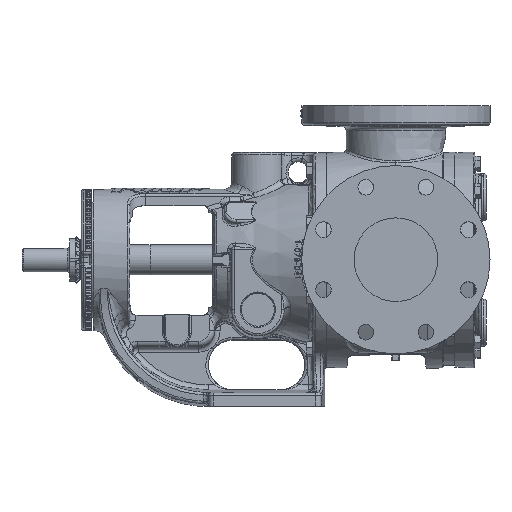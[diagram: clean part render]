
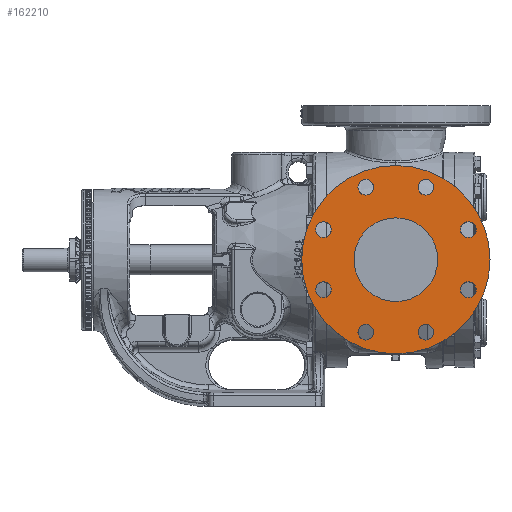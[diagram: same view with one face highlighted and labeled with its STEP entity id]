
A CAD part, top view. The second image highlights one B-rep face of the part: STEP entity #162210.
In plain terms, the highlighted planar face has unit normal (0, 0, 1).
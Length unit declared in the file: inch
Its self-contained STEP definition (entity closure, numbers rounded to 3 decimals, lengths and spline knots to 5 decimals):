
#1003 = CARTESIAN_POINT ( 'NONE',  ( 0.25545, -1.43506, 7.38 ) ) ;
#1635 = CARTESIAN_POINT ( 'NONE',  ( 3.345, 2., 7.38 ) ) ;
#3739 = EDGE_CURVE ( 'NONE', #27630, #27630, #34525, .T. ) ;
#4303 = EDGE_LOOP ( 'NONE', ( #147731 ) ) ;
#5032 = DIRECTION ( 'NONE',  ( 0., 0., -1. ) ) ;
#6992 = VERTEX_POINT ( 'NONE', #39291 ) ;
#8525 = CARTESIAN_POINT ( 'NONE',  ( 2.28494, -3.46455, 7.38 ) ) ;
#9401 = CIRCLE ( 'NONE', #16760, 0.375 ) ;
#9762 = DIRECTION ( 'NONE',  ( 1., 0., 0. ) ) ;
#10070 = EDGE_CURVE ( 'NONE', #93258, #93258, #140667, .T. ) ;
#13892 = CIRCLE ( 'NONE', #55317, 0.375 ) ;
#14731 = CARTESIAN_POINT ( 'NONE',  ( 0.25545, 1.43506, 7.38 ) ) ;
#15501 = CARTESIAN_POINT ( 'NONE',  ( 3.345, -2., 7.38 ) ) ;
#15628 = CIRCLE ( 'NONE', #22483, 2. ) ;
#16760 = AXIS2_PLACEMENT_3D ( 'NONE', #166585, #88193, #9762 ) ;
#18640 = DIRECTION ( 'NONE',  ( 0., 0., 1. ) ) ;
#22015 = FACE_OUTER_BOUND ( 'NONE', #165886, .T. ) ;
#22483 = AXIS2_PLACEMENT_3D ( 'NONE', #128774, #50418, #141935 ) ;
#22801 = CARTESIAN_POINT ( 'NONE',  ( -1.155, 0., 7.38 ) ) ;
#24651 = EDGE_LOOP ( 'NONE', ( #141007 ) ) ;
#25366 = ORIENTED_EDGE ( 'NONE', *, *, #139044, .F. ) ;
#25660 = ORIENTED_EDGE ( 'NONE', *, *, #117396, .F. ) ;
#25814 = EDGE_CURVE ( 'NONE', #46069, #46069, #150448, .T. ) ;
#26106 = FACE_BOUND ( 'NONE', #116179, .T. ) ;
#27630 = VERTEX_POINT ( 'NONE', #8525 ) ;
#27895 = EDGE_LOOP ( 'NONE', ( #66401 ) ) ;
#32452 = CIRCLE ( 'NONE', #57364, 0.375 ) ;
#34525 = CIRCLE ( 'NONE', #43447, 0.375 ) ;
#35246 = EDGE_CURVE ( 'NONE', #72736, #72736, #70292, .T. ) ;
#35694 = CIRCLE ( 'NONE', #124849, 2. ) ;
#38160 = CARTESIAN_POINT ( 'NONE',  ( 7.18455, 1.43506, 7.38 ) ) ;
#38784 = CARTESIAN_POINT ( 'NONE',  ( 3.345, 0., 7.38 ) ) ;
#39291 = CARTESIAN_POINT ( 'NONE',  ( 5.15506, -3.46455, 7.38 ) ) ;
#39380 = DIRECTION ( 'NONE',  ( 0., 0., -1. ) ) ;
#43447 = AXIS2_PLACEMENT_3D ( 'NONE', #122023, #115653, #115070 ) ;
#44131 = ORIENTED_EDGE ( 'NONE', *, *, #69677, .T. ) ;
#46069 = VERTEX_POINT ( 'NONE', #48573 ) ;
#48573 = CARTESIAN_POINT ( 'NONE',  ( 7.18455, -1.43506, 7.38 ) ) ;
#50418 = DIRECTION ( 'NONE',  ( 0., 0., -1. ) ) ;
#51643 = EDGE_LOOP ( 'NONE', ( #124783 ) ) ;
#52053 = DIRECTION ( 'NONE',  ( -1., 0., 0. ) ) ;
#55138 = CARTESIAN_POINT ( 'NONE',  ( 6.80955, -1.43506, 7.38 ) ) ;
#55317 = AXIS2_PLACEMENT_3D ( 'NONE', #97118, #18640, #110221 ) ;
#56828 = FACE_BOUND ( 'NONE', #90395, .T. ) ;
#57364 = AXIS2_PLACEMENT_3D ( 'NONE', #67880, #159413, #81051 ) ;
#58029 = EDGE_CURVE ( 'Defeatured_0_1848+Defeatured_0_1852+Defeatured_0_1853+Defeatured_0_1853', #99226, #92672, #35694, .T. ) ;
#60109 = CARTESIAN_POINT ( 'NONE',  ( 4.78006, -3.46455, 7.38 ) ) ;
#60951 = FACE_BOUND ( 'NONE', #51643, .T. ) ;
#62351 = AXIS2_PLACEMENT_3D ( 'NONE', #60109, #151726, #73319 ) ;
#62365 = VERTEX_POINT ( 'NONE', #38160 ) ;
#65133 = FACE_BOUND ( 'NONE', #79562, .T. ) ;
#66327 = CARTESIAN_POINT ( 'NONE',  ( 5.15506, 3.46455, 7.38 ) ) ;
#66401 = ORIENTED_EDGE ( 'NONE', *, *, #93280, .F. ) ;
#67880 = CARTESIAN_POINT ( 'NONE',  ( -0.11955, 1.43506, 7.38 ) ) ;
#68392 = DIRECTION ( 'NONE',  ( 1., 0., 0. ) ) ;
#69092 = DIRECTION ( 'NONE',  ( 0., 0., 1. ) ) ;
#69677 = EDGE_CURVE ( 'Defeatured_0_1848+Defeatured_0_1853+Defeatured_0_1852+Defeatured_0_1852', #92672, #99226, #15628, .T. ) ;
#70292 = CIRCLE ( 'NONE', #115592, 4.5 ) ;
#72736 = VERTEX_POINT ( 'NONE', #22801 ) ;
#73319 = DIRECTION ( 'NONE',  ( 1., 0., 0. ) ) ;
#79562 = EDGE_LOOP ( 'NONE', ( #100727 ) ) ;
#81051 = DIRECTION ( 'NONE',  ( 1., 0., 0. ) ) ;
#83493 = CARTESIAN_POINT ( 'NONE',  ( 3.345, 0., 7.38 ) ) ;
#85896 = AXIS2_PLACEMENT_3D ( 'NONE', #96057, #96003, #95843 ) ;
#87383 = CIRCLE ( 'NONE', #129491, 0.375 ) ;
#87896 = EDGE_LOOP ( 'NONE', ( #98311 ) ) ;
#88193 = DIRECTION ( 'NONE',  ( 0., 0., 1. ) ) ;
#90395 = EDGE_LOOP ( 'NONE', ( #148225, #44131 ) ) ;
#91680 = FACE_BOUND ( 'NONE', #24651, .T. ) ;
#92672 = VERTEX_POINT ( 'NONE', #1635 ) ;
#93258 = VERTEX_POINT ( 'NONE', #113256 ) ;
#93280 = EDGE_CURVE ( 'NONE', #62365, #62365, #87383, .T. ) ;
#95067 = VERTEX_POINT ( 'NONE', #66327 ) ;
#95796 = FACE_BOUND ( 'NONE', #87896, .T. ) ;
#95843 = DIRECTION ( 'NONE',  ( 1., 0., 0. ) ) ;
#96003 = DIRECTION ( 'NONE',  ( 0., 0., 1. ) ) ;
#96057 = CARTESIAN_POINT ( 'NONE',  ( 1.90994, 3.46455, 7.38 ) ) ;
#96659 = DIRECTION ( 'NONE',  ( -1., 0., 0. ) ) ;
#97118 = CARTESIAN_POINT ( 'NONE',  ( -0.11955, -1.43506, 7.38 ) ) ;
#98311 = ORIENTED_EDGE ( 'NONE', *, *, #136601, .F. ) ;
#99226 = VERTEX_POINT ( 'NONE', #15501 ) ;
#99229 = CIRCLE ( 'NONE', #62351, 0.375 ) ;
#100727 = ORIENTED_EDGE ( 'NONE', *, *, #10070, .F. ) ;
#110221 = DIRECTION ( 'NONE',  ( 1., 0., 0. ) ) ;
#113256 = CARTESIAN_POINT ( 'NONE',  ( 2.28494, 3.46455, 7.38 ) ) ;
#115070 = DIRECTION ( 'NONE',  ( 1., 0., 0. ) ) ;
#115592 = AXIS2_PLACEMENT_3D ( 'NONE', #83493, #5032, #96659 ) ;
#115653 = DIRECTION ( 'NONE',  ( 0., 0., 1. ) ) ;
#115763 = ORIENTED_EDGE ( 'NONE', *, *, #35246, .F. ) ;
#116179 = EDGE_LOOP ( 'NONE', ( #25660 ) ) ;
#117396 = EDGE_CURVE ( 'NONE', #6992, #6992, #99229, .T. ) ;
#117893 = CARTESIAN_POINT ( 'NONE',  ( -1.21515, 0., 7.38 ) ) ;
#122023 = CARTESIAN_POINT ( 'NONE',  ( 1.90994, -3.46455, 7.38 ) ) ;
#124783 = ORIENTED_EDGE ( 'NONE', *, *, #25814, .F. ) ;
#124849 = AXIS2_PLACEMENT_3D ( 'NONE', #38784, #130422, #52053 ) ;
#126446 = FACE_BOUND ( 'NONE', #136598, .T. ) ;
#128774 = CARTESIAN_POINT ( 'NONE',  ( 3.345, 0., 7.38 ) ) ;
#129491 = AXIS2_PLACEMENT_3D ( 'NONE', #147441, #69092, #160598 ) ;
#130422 = DIRECTION ( 'NONE',  ( 0., 0., -1. ) ) ;
#131021 = DIRECTION ( 'NONE',  ( -1., 0., 0. ) ) ;
#136598 = EDGE_LOOP ( 'NONE', ( #25366 ) ) ;
#136601 = EDGE_CURVE ( 'NONE', #95067, #95067, #9401, .T. ) ;
#139044 = EDGE_CURVE ( 'NONE', #160582, #160582, #13892, .T. ) ;
#140667 = CIRCLE ( 'NONE', #85896, 0.375 ) ;
#141007 = ORIENTED_EDGE ( 'NONE', *, *, #151591, .F. ) ;
#141935 = DIRECTION ( 'NONE',  ( -1., 0., 0. ) ) ;
#143616 = PLANE ( 'NONE',  #155143 ) ;
#144758 = AXIS2_PLACEMENT_3D ( 'NONE', #55138, #146750, #68392 ) ;
#146750 = DIRECTION ( 'NONE',  ( 0., 0., 1. ) ) ;
#147441 = CARTESIAN_POINT ( 'NONE',  ( 6.80955, 1.43506, 7.38 ) ) ;
#147731 = ORIENTED_EDGE ( 'NONE', *, *, #3739, .F. ) ;
#148225 = ORIENTED_EDGE ( 'NONE', *, *, #58029, .T. ) ;
#148264 = VERTEX_POINT ( 'NONE', #14731 ) ;
#150448 = CIRCLE ( 'NONE', #144758, 0.375 ) ;
#151591 = EDGE_CURVE ( 'NONE', #148264, #148264, #32452, .T. ) ;
#151726 = DIRECTION ( 'NONE',  ( 0., 0., 1. ) ) ;
#155143 = AXIS2_PLACEMENT_3D ( 'NONE', #117893, #39380, #131021 ) ;
#159413 = DIRECTION ( 'NONE',  ( 0., 0., 1. ) ) ;
#160582 = VERTEX_POINT ( 'NONE', #1003 ) ;
#160598 = DIRECTION ( 'NONE',  ( 1., 0., 0. ) ) ;
#161295 = FACE_BOUND ( 'NONE', #4303, .T. ) ;
#162210 = ADVANCED_FACE ( 'Defeatured_0_1848', ( #65133, #95796, #165410, #60951, #26106, #161295, #126446, #91680, #56828, #22015 ), #143616, .F. ) ;
#165410 = FACE_BOUND ( 'NONE', #27895, .T. ) ;
#165886 = EDGE_LOOP ( 'NONE', ( #115763 ) ) ;
#166585 = CARTESIAN_POINT ( 'NONE',  ( 4.78006, 3.46455, 7.38 ) ) ;
